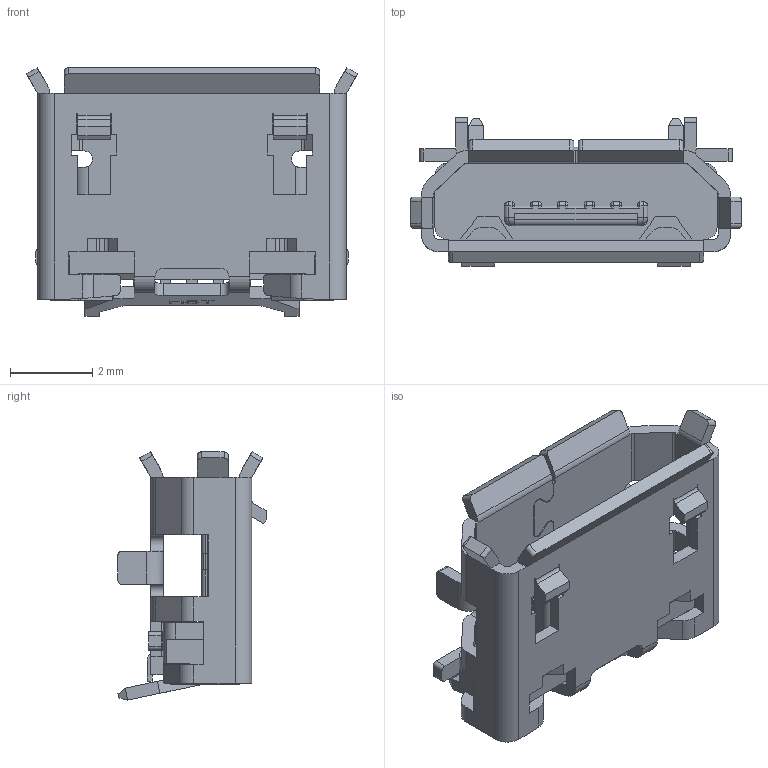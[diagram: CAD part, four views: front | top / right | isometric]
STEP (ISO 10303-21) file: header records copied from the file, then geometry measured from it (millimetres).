
FILE_DESCRIPTION (( 'STEP AP203' ), '1' );
FILE_NAME ('10103594.STEP', '2011-03-03T11:29:02', ( 'no name' ), ( 'no organization' ), 'SwSTEP 2.0', 'SolidWorks 2008', '' );
FILE_SCHEMA (( 'CONFIG_CONTROL_DESIGN' ));
Length unit declared in the file: inch
Products named in the file (5): 10103594; MICRO-USB-SCOKET-HOUSING; MICRO-USB-SCOKET-INSERT-TML; SUS_PLATE; SHIELD11
Assembly tree (4 placements, depth 2):
  10103594
    SHIELD11
    MICRO-USB-SCOKET-HOUSING
    MICRO-USB-SCOKET-INSERT-TML
    SUS_PLATE
Bounding box: 8.04 x 3.6 x 6.03 mm (x, y, z)
Volume: 45 mm3; surface area: 336.3 mm2
Topology: 8 solids, 8 shells, 950 faces, 2705 edges, 1778 vertices
Faces by surface type: plane 668, cylinder 266, bspline 16
Entity records: 31598 total; most frequent: CARTESIAN_POINT 5920, ORIENTED_EDGE 5410, DIRECTION 5089, EDGE_CURVE 2705, VECTOR 2147, LINE 2147, VERTEX_POINT 1778, AXIS2_PLACEMENT_3D 1471
